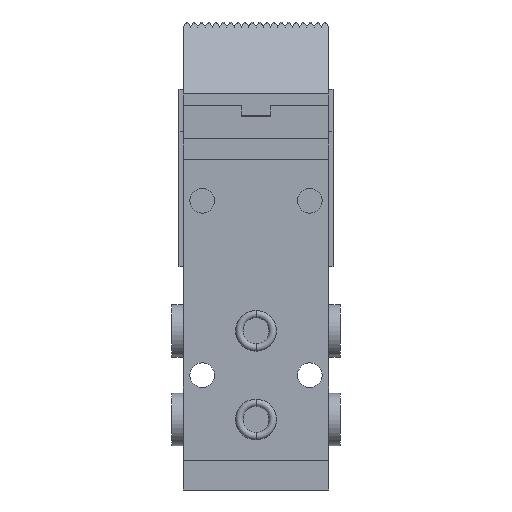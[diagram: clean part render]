
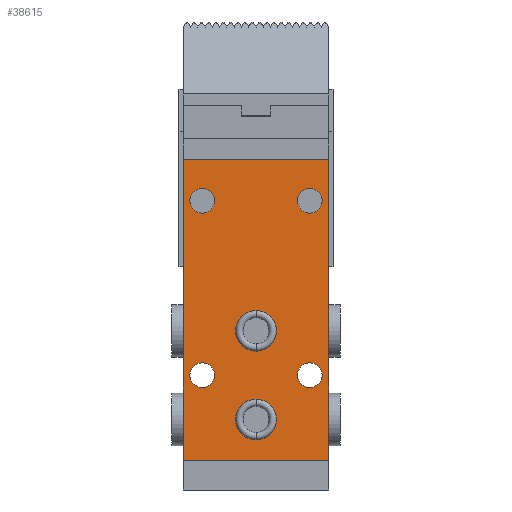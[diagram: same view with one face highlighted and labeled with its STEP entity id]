
A CAD part, front view. The second image highlights one B-rep face of the part: STEP entity #38615.
In plain terms, the highlighted planar face has unit normal (0, -1, 0).
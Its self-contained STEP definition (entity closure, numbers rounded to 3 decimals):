
#88=DIRECTION('',(0.,0.,-1.));
#89=VECTOR('',#88,103.5);
#90=CARTESIAN_POINT('',(25.,0.,56.875));
#91=LINE('',#90,#89);
#281=DIRECTION('',(0.,0.,-1.));
#282=VECTOR('',#281,103.5);
#283=CARTESIAN_POINT('',(-25.,0.,56.875));
#284=LINE('',#283,#282);
#18269=DIRECTION('',(1.,0.,0.));
#18270=VECTOR('',#18269,50.);
#18271=CARTESIAN_POINT('',(-25.,0.,56.875));
#18272=LINE('',#18271,#18270);
#18276=CARTESIAN_POINT('',(-18.5,0.,-17.375));
#18277=DIRECTION('',(0.,1.,0.));
#18278=DIRECTION('',(0.,0.,-1.));
#18279=AXIS2_PLACEMENT_3D('',#18276,#18277,#18278);
#18284=CARTESIAN_POINT('',(-18.5,0.,-17.375));
#18285=DIRECTION('',(0.,1.,0.));
#18286=DIRECTION('',(0.,0.,1.));
#18287=AXIS2_PLACEMENT_3D('',#18284,#18285,#18286);
#18292=CARTESIAN_POINT('',(18.5,0.,-17.375));
#18293=DIRECTION('',(0.,1.,0.));
#18294=DIRECTION('',(0.,0.,-1.));
#18295=AXIS2_PLACEMENT_3D('',#18292,#18293,#18294);
#18300=CARTESIAN_POINT('',(18.5,0.,-17.375));
#18301=DIRECTION('',(0.,1.,0.));
#18302=DIRECTION('',(0.,0.,1.));
#18303=AXIS2_PLACEMENT_3D('',#18300,#18301,#18302);
#18308=CARTESIAN_POINT('',(-18.5,0.,42.625));
#18309=DIRECTION('',(0.,1.,0.));
#18310=DIRECTION('',(0.,0.,-1.));
#18311=AXIS2_PLACEMENT_3D('',#18308,#18309,#18310);
#18316=CARTESIAN_POINT('',(-18.5,0.,42.625));
#18317=DIRECTION('',(0.,1.,0.));
#18318=DIRECTION('',(0.,0.,1.));
#18319=AXIS2_PLACEMENT_3D('',#18316,#18317,#18318);
#18324=CARTESIAN_POINT('',(18.5,0.,42.625));
#18325=DIRECTION('',(0.,1.,0.));
#18326=DIRECTION('',(0.,0.,-1.));
#18327=AXIS2_PLACEMENT_3D('',#18324,#18325,#18326);
#18332=CARTESIAN_POINT('',(18.5,0.,42.625));
#18333=DIRECTION('',(0.,1.,0.));
#18334=DIRECTION('',(0.,0.,1.));
#18335=AXIS2_PLACEMENT_3D('',#18332,#18333,#18334);
#18340=CARTESIAN_POINT('',(0.,0.,-2.125));
#18341=DIRECTION('',(0.,-1.,0.));
#18342=DIRECTION('',(0.,0.,-1.));
#18343=AXIS2_PLACEMENT_3D('',#18340,#18341,#18342);
#18348=CARTESIAN_POINT('',(0.,0.,-2.125));
#18349=DIRECTION('',(0.,-1.,0.));
#18350=DIRECTION('',(0.,0.,1.));
#18351=AXIS2_PLACEMENT_3D('',#18348,#18349,#18350);
#18356=CARTESIAN_POINT('',(0.,0.,-32.625));
#18357=DIRECTION('',(0.,-1.,0.));
#18358=DIRECTION('',(0.,0.,-1.));
#18359=AXIS2_PLACEMENT_3D('',#18356,#18357,#18358);
#18364=CARTESIAN_POINT('',(0.,0.,-32.625));
#18365=DIRECTION('',(0.,-1.,0.));
#18366=DIRECTION('',(0.,0.,1.));
#18367=AXIS2_PLACEMENT_3D('',#18364,#18365,#18366);
#18372=DIRECTION('',(1.,0.,0.));
#18373=VECTOR('',#18372,50.);
#18374=CARTESIAN_POINT('',(-25.,0.,-46.625));
#18375=LINE('',#18374,#18373);
#19222=CARTESIAN_POINT('',(-25.,0.,56.875));
#19223=CARTESIAN_POINT('',(-25.,0.,-46.625));
#19224=VERTEX_POINT('',#19222);
#19225=VERTEX_POINT('',#19223);
#19230=CARTESIAN_POINT('',(25.,0.,56.875));
#19231=CARTESIAN_POINT('',(25.,0.,-46.625));
#19232=VERTEX_POINT('',#19230);
#19233=VERTEX_POINT('',#19231);
#22052=CARTESIAN_POINT('',(-18.5,0.,-21.625));
#22053=CARTESIAN_POINT('',(-18.5,0.,-13.125));
#22054=VERTEX_POINT('',#22052);
#22055=VERTEX_POINT('',#22053);
#22056=CARTESIAN_POINT('',(18.5,0.,-21.625));
#22057=CARTESIAN_POINT('',(18.5,0.,-13.125));
#22058=VERTEX_POINT('',#22056);
#22059=VERTEX_POINT('',#22057);
#22060=CARTESIAN_POINT('',(-18.5,0.,38.375));
#22061=CARTESIAN_POINT('',(-18.5,0.,46.875));
#22062=VERTEX_POINT('',#22060);
#22063=VERTEX_POINT('',#22061);
#22064=CARTESIAN_POINT('',(18.5,0.,38.375));
#22065=CARTESIAN_POINT('',(18.5,0.,46.875));
#22066=VERTEX_POINT('',#22064);
#22067=VERTEX_POINT('',#22065);
#22132=CARTESIAN_POINT('',(0.,0.,-9.125));
#22133=CARTESIAN_POINT('',(0.,0.,4.875));
#22134=VERTEX_POINT('',#22132);
#22135=VERTEX_POINT('',#22133);
#22136=CARTESIAN_POINT('',(0.,0.,-39.625));
#22137=CARTESIAN_POINT('',(0.,0.,-25.625));
#22138=VERTEX_POINT('',#22136);
#22139=VERTEX_POINT('',#22137);
#38569=CARTESIAN_POINT('',(-25.,0.,56.875));
#38570=DIRECTION('',(0.,-1.,0.));
#38571=DIRECTION('',(0.,0.,-1.));
#38572=AXIS2_PLACEMENT_3D('',#38569,#38570,#38571);
#38573=PLANE('',#38572);
#38574=ORIENTED_EDGE('',*,*,#22586,.F.);
#38575=ORIENTED_EDGE('',*,*,#22908,.T.);
#38576=ORIENTED_EDGE('',*,*,#22493,.T.);
#38578=ORIENTED_EDGE('',*,*,#38577,.F.);
#38579=EDGE_LOOP('',(#38574,#38575,#38576,#38578));
#38580=FACE_OUTER_BOUND('',#38579,.F.);
#38582=ORIENTED_EDGE('',*,*,#38581,.F.);
#38584=ORIENTED_EDGE('',*,*,#38583,.F.);
#38585=EDGE_LOOP('',(#38582,#38584));
#38586=FACE_BOUND('',#38585,.F.);
#38588=ORIENTED_EDGE('',*,*,#38587,.F.);
#38590=ORIENTED_EDGE('',*,*,#38589,.F.);
#38591=EDGE_LOOP('',(#38588,#38590));
#38592=FACE_BOUND('',#38591,.F.);
#38593=ORIENTED_EDGE('',*,*,#38549,.F.);
#38594=ORIENTED_EDGE('',*,*,#38563,.F.);
#38595=EDGE_LOOP('',(#38593,#38594));
#38596=FACE_BOUND('',#38595,.F.);
#38598=ORIENTED_EDGE('',*,*,#38597,.F.);
#38600=ORIENTED_EDGE('',*,*,#38599,.F.);
#38601=EDGE_LOOP('',(#38598,#38600));
#38602=FACE_BOUND('',#38601,.F.);
#38604=ORIENTED_EDGE('',*,*,#38603,.T.);
#38606=ORIENTED_EDGE('',*,*,#38605,.T.);
#38607=EDGE_LOOP('',(#38604,#38606));
#38608=FACE_BOUND('',#38607,.F.);
#38610=ORIENTED_EDGE('',*,*,#38609,.T.);
#38612=ORIENTED_EDGE('',*,*,#38611,.T.);
#38613=EDGE_LOOP('',(#38610,#38612));
#38614=FACE_BOUND('',#38613,.F.);
#18280=CIRCLE('',#18279,4.25);
#18288=CIRCLE('',#18287,4.25);
#18296=CIRCLE('',#18295,4.25);
#18304=CIRCLE('',#18303,4.25);
#18312=CIRCLE('',#18311,4.25);
#18320=CIRCLE('',#18319,4.25);
#18328=CIRCLE('',#18327,4.25);
#18336=CIRCLE('',#18335,4.25);
#18344=CIRCLE('',#18343,7.);
#18352=CIRCLE('',#18351,7.);
#18360=CIRCLE('',#18359,7.);
#18368=CIRCLE('',#18367,7.);
#22493=EDGE_CURVE('',#19232,#19233,#91,.T.);
#22586=EDGE_CURVE('',#19224,#19225,#284,.T.);
#22908=EDGE_CURVE('',#19224,#19232,#18272,.T.);
#38549=EDGE_CURVE('',#22062,#22063,#18312,.T.);
#38563=EDGE_CURVE('',#22063,#22062,#18320,.T.);
#38577=EDGE_CURVE('',#19225,#19233,#18375,.T.);
#38581=EDGE_CURVE('',#22054,#22055,#18280,.T.);
#38583=EDGE_CURVE('',#22055,#22054,#18288,.T.);
#38587=EDGE_CURVE('',#22058,#22059,#18296,.T.);
#38589=EDGE_CURVE('',#22059,#22058,#18304,.T.);
#38597=EDGE_CURVE('',#22066,#22067,#18328,.T.);
#38599=EDGE_CURVE('',#22067,#22066,#18336,.T.);
#38603=EDGE_CURVE('',#22134,#22135,#18344,.T.);
#38605=EDGE_CURVE('',#22135,#22134,#18352,.T.);
#38609=EDGE_CURVE('',#22138,#22139,#18360,.T.);
#38611=EDGE_CURVE('',#22139,#22138,#18368,.T.);
#38615=ADVANCED_FACE('',(#38580,#38586,#38592,#38596,#38602,#38608,#38614),
#38573,.T.);
